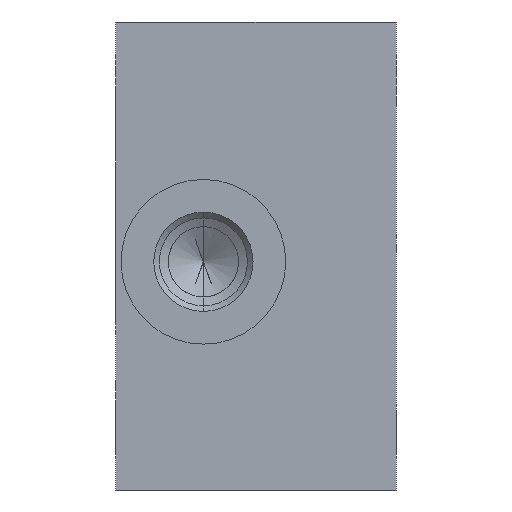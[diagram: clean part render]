
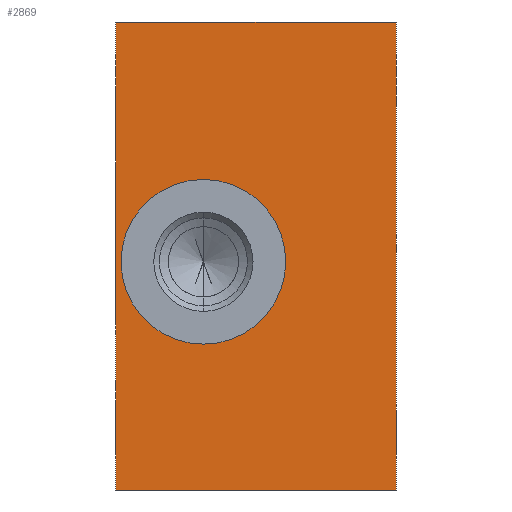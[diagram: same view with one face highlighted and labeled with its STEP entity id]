
A CAD part, front view. The second image highlights one B-rep face of the part: STEP entity #2869.
In plain terms, the highlighted planar face has unit normal (0, -1, 0).
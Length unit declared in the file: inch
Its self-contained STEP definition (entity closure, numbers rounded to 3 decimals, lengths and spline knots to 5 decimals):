
#5=DIRECTION('',(1.,0.,0.));
#6=VECTOR('',#5,1.5);
#7=CARTESIAN_POINT('',(0.,-3.,0.));
#8=LINE('',#7,#6);
#463=DIRECTION('',(0.,0.,1.));
#464=VECTOR('',#463,2.5);
#465=CARTESIAN_POINT('',(1.5,-3.,0.));
#466=LINE('',#465,#464);
#487=DIRECTION('',(0.,0.,1.));
#488=VECTOR('',#487,2.5);
#489=CARTESIAN_POINT('',(0.,-3.,0.));
#490=LINE('',#489,#488);
#491=CARTESIAN_POINT('',(0.469,-3.,1.219));
#492=DIRECTION('',(0.,1.,0.));
#493=DIRECTION('',(0.,0.,-1.));
#494=AXIS2_PLACEMENT_3D('',#491,#492,#493);
#496=CARTESIAN_POINT('',(0.469,-3.,1.219));
#497=DIRECTION('',(0.,1.,0.));
#498=DIRECTION('',(0.,0.,1.));
#499=AXIS2_PLACEMENT_3D('',#496,#497,#498);
#513=DIRECTION('',(1.,0.,0.));
#514=VECTOR('',#513,1.5);
#515=CARTESIAN_POINT('',(0.,-3.,2.5));
#516=LINE('',#515,#514);
#2385=CARTESIAN_POINT('',(0.,-3.,0.));
#2387=VERTEX_POINT('',#2385);
#2388=CARTESIAN_POINT('',(1.5,-3.,0.));
#2389=VERTEX_POINT('',#2388);
#2393=CARTESIAN_POINT('',(0.,-3.,2.5));
#2395=VERTEX_POINT('',#2393);
#2396=CARTESIAN_POINT('',(1.5,-3.,2.5));
#2397=VERTEX_POINT('',#2396);
#2608=CARTESIAN_POINT('',(0.469,-3.,0.779));
#2609=CARTESIAN_POINT('',(0.469,-3.,1.659));
#2610=VERTEX_POINT('',#2608);
#2611=VERTEX_POINT('',#2609);
#2851=CARTESIAN_POINT('',(0.,-3.,0.));
#2852=DIRECTION('',(0.,-1.,0.));
#2853=DIRECTION('',(1.,0.,0.));
#2854=AXIS2_PLACEMENT_3D('',#2851,#2852,#2853);
#2855=PLANE('',#2854);
#2856=ORIENTED_EDGE('',*,*,#2703,.F.);
#2857=ORIENTED_EDGE('',*,*,#2734,.T.);
#2859=ORIENTED_EDGE('',*,*,#2858,.T.);
#2860=ORIENTED_EDGE('',*,*,#2831,.F.);
#2861=EDGE_LOOP('',(#2856,#2857,#2859,#2860));
#2862=FACE_OUTER_BOUND('',#2861,.F.);
#2864=ORIENTED_EDGE('',*,*,#2863,.F.);
#2866=ORIENTED_EDGE('',*,*,#2865,.F.);
#2867=EDGE_LOOP('',(#2864,#2866));
#2868=FACE_BOUND('',#2867,.F.);
#2869=ADVANCED_FACE('',(#2862,#2868),#2855,.T.);
#495=CIRCLE('',#494,0.44);
#500=CIRCLE('',#499,0.44);
#2703=EDGE_CURVE('',#2387,#2389,#8,.T.);
#2734=EDGE_CURVE('',#2387,#2395,#490,.T.);
#2831=EDGE_CURVE('',#2389,#2397,#466,.T.);
#2858=EDGE_CURVE('',#2395,#2397,#516,.T.);
#2863=EDGE_CURVE('',#2610,#2611,#495,.T.);
#2865=EDGE_CURVE('',#2611,#2610,#500,.T.);
